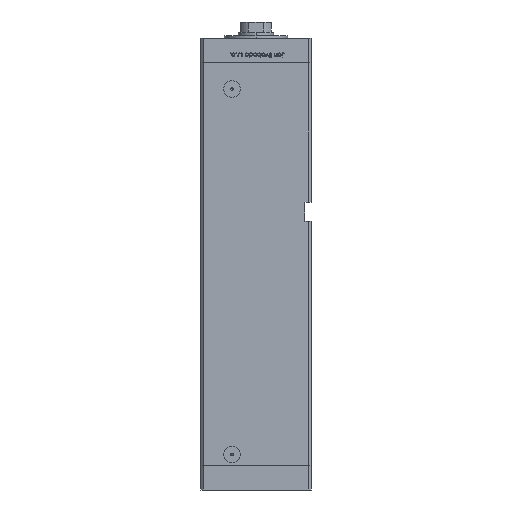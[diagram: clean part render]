
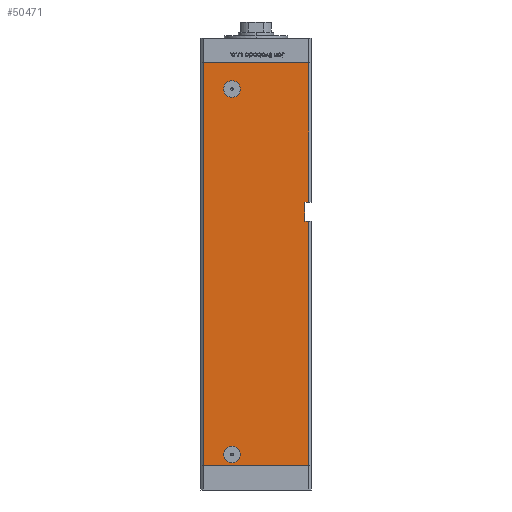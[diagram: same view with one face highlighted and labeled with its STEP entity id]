
A CAD part, left-side view. The second image highlights one B-rep face of the part: STEP entity #50471.
In plain terms, the highlighted planar face has unit normal (-1, 0, 0).
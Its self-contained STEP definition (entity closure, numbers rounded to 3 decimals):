
#94 = VECTOR ( 'NONE', #7381, 1000. ) ;
#690 = VERTEX_POINT ( 'NONE', #16755 ) ;
#1394 = DIRECTION ( 'NONE',  ( 0., 0., -1. ) ) ;
#2140 = VERTEX_POINT ( 'NONE', #26643 ) ;
#3129 = AXIS2_PLACEMENT_3D ( 'NONE', #20551, #20288, #16258 ) ;
#3484 = EDGE_CURVE ( 'NONE', #19653, #45392, #40025, .T. ) ;
#4399 = VECTOR ( 'NONE', #13418, 1000. ) ;
#4441 = LINE ( 'NONE', #41514, #20926 ) ;
#4540 = EDGE_CURVE ( 'NONE', #25357, #30023, #22586, .T. ) ;
#5001 = DIRECTION ( 'NONE',  ( 0., -1., 0. ) ) ;
#5068 = DIRECTION ( 'NONE',  ( 0., 1., 0. ) ) ;
#5421 = CARTESIAN_POINT ( 'NONE',  ( -50., -41.5, 318.5 ) ) ;
#5795 = VECTOR ( 'NONE', #7475, 1000. ) ;
#6157 = CARTESIAN_POINT ( 'NONE',  ( -50., -41.5, 318.5 ) ) ;
#6507 = AXIS2_PLACEMENT_3D ( 'NONE', #10870, #31566, #5068 ) ;
#6522 = CARTESIAN_POINT ( 'NONE',  ( -50., 19., 297.5 ) ) ;
#7261 = AXIS2_PLACEMENT_3D ( 'NONE', #16924, #20940, #12902 ) ;
#7381 = DIRECTION ( 'NONE',  ( 0., 0., -1. ) ) ;
#7475 = DIRECTION ( 'NONE',  ( 0., -1., 0. ) ) ;
#7592 = EDGE_LOOP ( 'NONE', ( #8386, #19124 ) ) ;
#7681 = DIRECTION ( 'NONE',  ( 0., -1., 0. ) ) ;
#8216 = ORIENTED_EDGE ( 'NONE', *, *, #50891, .T. ) ;
#8362 = ORIENTED_EDGE ( 'NONE', *, *, #4540, .F. ) ;
#8386 = ORIENTED_EDGE ( 'NONE', *, *, #33877, .F. ) ;
#8892 = DIRECTION ( 'NONE',  ( 0., 0., -1. ) ) ;
#9338 = VERTEX_POINT ( 'NONE', #31820 ) ;
#10870 = CARTESIAN_POINT ( 'NONE',  ( -50., 41.5, 318.5 ) ) ;
#11043 = CARTESIAN_POINT ( 'NONE',  ( -50., -41.5, 318.5 ) ) ;
#11563 = VERTEX_POINT ( 'NONE', #24621 ) ;
#12902 = DIRECTION ( 'NONE',  ( 0., -1., 0. ) ) ;
#12919 = LINE ( 'NONE', #45713, #25365 ) ;
#13418 = DIRECTION ( 'NONE',  ( 0., 0., -1. ) ) ;
#14581 = CARTESIAN_POINT ( 'NONE',  ( -50., -38.5, 208. ) ) ;
#14620 = FACE_BOUND ( 'NONE', #35861, .T. ) ;
#15032 = EDGE_CURVE ( 'NONE', #42393, #11563, #22520, .T. ) ;
#15122 = CARTESIAN_POINT ( 'NONE',  ( -50., -41.5, 193. ) ) ;
#15684 = EDGE_CURVE ( 'NONE', #45204, #690, #48488, .T. ) ;
#16258 = DIRECTION ( 'NONE',  ( 0., -1., 0. ) ) ;
#16494 = LINE ( 'NONE', #52531, #37554 ) ;
#16755 = CARTESIAN_POINT ( 'NONE',  ( -50., -38.5, 193. ) ) ;
#16781 = CIRCLE ( 'NONE', #30576, 6.58 ) ;
#16924 = CARTESIAN_POINT ( 'NONE',  ( -50., 19., 9. ) ) ;
#17225 = CARTESIAN_POINT ( 'NONE',  ( -50., 25.58, 9. ) ) ;
#17860 = ORIENTED_EDGE ( 'NONE', *, *, #38704, .T. ) ;
#19121 = CARTESIAN_POINT ( 'NONE',  ( -50., 12.42, 9. ) ) ;
#19124 = ORIENTED_EDGE ( 'NONE', *, *, #34083, .F. ) ;
#19653 = VERTEX_POINT ( 'NONE', #19121 ) ;
#20288 = DIRECTION ( 'NONE',  ( -1., 0., 0. ) ) ;
#20551 = CARTESIAN_POINT ( 'NONE',  ( -50., 19., 9. ) ) ;
#20854 = ORIENTED_EDGE ( 'NONE', *, *, #29522, .F. ) ;
#20926 = VECTOR ( 'NONE', #7681, 1000. ) ;
#20940 = DIRECTION ( 'NONE',  ( -1., 0., 0. ) ) ;
#21919 = AXIS2_PLACEMENT_3D ( 'NONE', #36431, #32671, #37227 ) ;
#22520 = LINE ( 'NONE', #6157, #4399 ) ;
#22586 = LINE ( 'NONE', #5421, #46886 ) ;
#22785 = LINE ( 'NONE', #39193, #5795 ) ;
#23505 = DIRECTION ( 'NONE',  ( 0., -1., 0. ) ) ;
#24621 = CARTESIAN_POINT ( 'NONE',  ( -50., -41.5, 208. ) ) ;
#25241 = EDGE_CURVE ( 'NONE', #2140, #42393, #4441, .T. ) ;
#25357 = VERTEX_POINT ( 'NONE', #15122 ) ;
#25365 = VECTOR ( 'NONE', #8892, 1000. ) ;
#25488 = CARTESIAN_POINT ( 'NONE',  ( -50., 41.5, 0. ) ) ;
#26569 = VERTEX_POINT ( 'NONE', #31636 ) ;
#26643 = CARTESIAN_POINT ( 'NONE',  ( -50., 41.5, 318.5 ) ) ;
#26970 = CIRCLE ( 'NONE', #7261, 6.58 ) ;
#29522 = EDGE_CURVE ( 'NONE', #45392, #19653, #26970, .T. ) ;
#30023 = VERTEX_POINT ( 'NONE', #40950 ) ;
#30576 = AXIS2_PLACEMENT_3D ( 'NONE', #6522, #35253, #5001 ) ;
#31028 = FACE_BOUND ( 'NONE', #7592, .T. ) ;
#31296 = PLANE ( 'NONE',  #6507 ) ;
#31566 = DIRECTION ( 'NONE',  ( 1., 0., 0. ) ) ;
#31636 = CARTESIAN_POINT ( 'NONE',  ( -50., 25.58, 297.5 ) ) ;
#31672 = VERTEX_POINT ( 'NONE', #25488 ) ;
#31820 = CARTESIAN_POINT ( 'NONE',  ( -50., 12.42, 297.5 ) ) ;
#32410 = ORIENTED_EDGE ( 'NONE', *, *, #3484, .F. ) ;
#32671 = DIRECTION ( 'NONE',  ( -1., 0., 0. ) ) ;
#33877 = EDGE_CURVE ( 'NONE', #9338, #26569, #50256, .T. ) ;
#34083 = EDGE_CURVE ( 'NONE', #26569, #9338, #16781, .T. ) ;
#34095 = VECTOR ( 'NONE', #51351, 1000. ) ;
#35253 = DIRECTION ( 'NONE',  ( -1., 0., 0. ) ) ;
#35638 = ORIENTED_EDGE ( 'NONE', *, *, #15684, .F. ) ;
#35861 = EDGE_LOOP ( 'NONE', ( #32410, #20854 ) ) ;
#36431 = CARTESIAN_POINT ( 'NONE',  ( -50., 19., 297.5 ) ) ;
#37227 = DIRECTION ( 'NONE',  ( 0., -1., 0. ) ) ;
#37554 = VECTOR ( 'NONE', #23505, 1000. ) ;
#37911 = EDGE_LOOP ( 'NONE', ( #8362, #41807, #35638, #44732, #39141, #48485, #8216, #17860 ) ) ;
#38019 = EDGE_CURVE ( 'NONE', #45204, #11563, #43819, .T. ) ;
#38704 = EDGE_CURVE ( 'NONE', #31672, #30023, #16494, .T. ) ;
#39014 = EDGE_CURVE ( 'NONE', #690, #25357, #22785, .T. ) ;
#39141 = ORIENTED_EDGE ( 'NONE', *, *, #15032, .F. ) ;
#39193 = CARTESIAN_POINT ( 'NONE',  ( -50., -38.5, 193. ) ) ;
#39519 = CARTESIAN_POINT ( 'NONE',  ( -50., -38.5, 208. ) ) ;
#39623 = CARTESIAN_POINT ( 'NONE',  ( -50., -38.5, 208. ) ) ;
#40025 = CIRCLE ( 'NONE', #3129, 6.58 ) ;
#40950 = CARTESIAN_POINT ( 'NONE',  ( -50., -41.5, 0. ) ) ;
#41514 = CARTESIAN_POINT ( 'NONE',  ( -50., 41.5, 318.5 ) ) ;
#41807 = ORIENTED_EDGE ( 'NONE', *, *, #39014, .F. ) ;
#42393 = VERTEX_POINT ( 'NONE', #11043 ) ;
#43819 = LINE ( 'NONE', #39519, #34095 ) ;
#44732 = ORIENTED_EDGE ( 'NONE', *, *, #38019, .T. ) ;
#45204 = VERTEX_POINT ( 'NONE', #14581 ) ;
#45392 = VERTEX_POINT ( 'NONE', #17225 ) ;
#45713 = CARTESIAN_POINT ( 'NONE',  ( -50., 41.5, 318.5 ) ) ;
#46886 = VECTOR ( 'NONE', #1394, 1000. ) ;
#48485 = ORIENTED_EDGE ( 'NONE', *, *, #25241, .F. ) ;
#48488 = LINE ( 'NONE', #39623, #94 ) ;
#50256 = CIRCLE ( 'NONE', #21919, 6.58 ) ;
#50471 = ADVANCED_FACE ( 'NONE', ( #51450, #14620, #31028 ), #31296, .F. ) ;
#50891 = EDGE_CURVE ( 'NONE', #2140, #31672, #12919, .T. ) ;
#51351 = DIRECTION ( 'NONE',  ( 0., -1., 0. ) ) ;
#51450 = FACE_OUTER_BOUND ( 'NONE', #37911, .T. ) ;
#52531 = CARTESIAN_POINT ( 'NONE',  ( -50., 41.5, 0. ) ) ;
